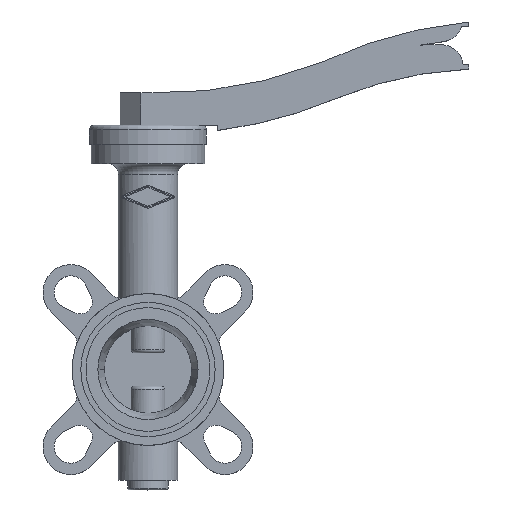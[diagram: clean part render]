
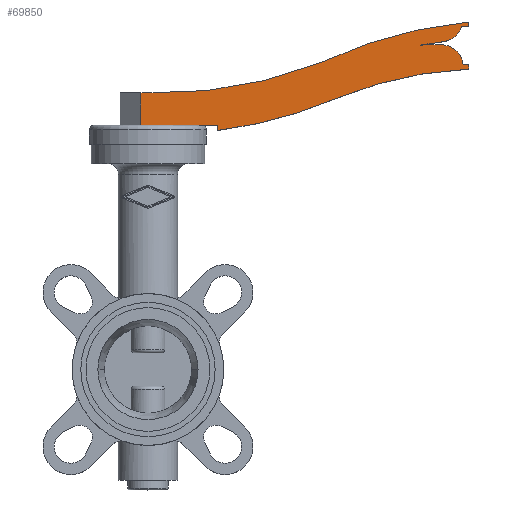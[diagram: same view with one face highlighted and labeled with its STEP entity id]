
A CAD part, top view. The second image highlights one B-rep face of the part: STEP entity #69850.
In plain terms, the highlighted planar face has unit normal (0, 0, 1).
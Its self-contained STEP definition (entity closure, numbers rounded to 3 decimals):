
#62900=CARTESIAN_POINT('',(-4.,158.6,-11.5));
#62910=VERTEX_POINT('',#62900);
#62940=CARTESIAN_POINT('',(-4.,137.,-11.5));
#62950=DIRECTION('',(0.,-1.,0.));
#62960=VECTOR('',#62950,1.);
#62970=LINE('',#62940,#62960);
#62980=CARTESIAN_POINT('',(-4.,140.,-11.5));
#62990=VERTEX_POINT('',#62980);
#63000=EDGE_CURVE('',#62910,#62990,#62970,.T.);
#63610=CARTESIAN_POINT('',(-16.,140.,-11.5));
#63620=DIRECTION('',(1.,0.,0.));
#63630=VECTOR('',#63620,1.);
#63640=LINE('',#63610,#63630);
#63650=CARTESIAN_POINT('',(39.8,140.,-11.5));
#63660=VERTEX_POINT('',#63650);
#63670=EDGE_CURVE('',#62990,#63660,#63640,.T.);
#65340=CARTESIAN_POINT('',(39.8,140.,-11.5));
#65350=DIRECTION('',(0.,-1.,0.));
#65360=VECTOR('',#65350,1.);
#65370=LINE('',#65340,#65360);
#65380=CARTESIAN_POINT('',(39.8,137.,-11.5));
#65390=VERTEX_POINT('',#65380);
#65400=EDGE_CURVE('',#63660,#65390,#65370,.T.);
#65650=CARTESIAN_POINT('',(8.039,390.014,-11.5));
#65660=DIRECTION('',(0.,0.,1.));
#65670=DIRECTION('',(0.125,-0.992,0.));
#65680=AXIS2_PLACEMENT_3D('',#65650,#65660,#65670);
#65690=CIRCLE('',#65680,255.);
#65700=CARTESIAN_POINT('',(107.,155.,-11.5));
#65710=VERTEX_POINT('',#65700);
#65720=EDGE_CURVE('',#65390,#65710,#65690,.T.);
#65970=CARTESIAN_POINT('',(193.348,-50.604,-11.5));
#65980=DIRECTION('',(0.,0.,-1.));
#65990=DIRECTION('',(-0.387,0.922,0.));
#66000=AXIS2_PLACEMENT_3D('',#65970,#65980,#65990);
#66010=CIRCLE('',#66000,223.);
#66020=CARTESIAN_POINT('',(184.,172.2,-11.5));
#66030=VERTEX_POINT('',#66020);
#66040=EDGE_CURVE('',#65710,#66030,#66010,.T.);
#66290=CARTESIAN_POINT('',(184.,172.2,-11.5));
#66300=DIRECTION('',(0.,1.,0.));
#66310=VECTOR('',#66300,1.);
#66320=LINE('',#66290,#66310);
#66330=CARTESIAN_POINT('',(184.,174.7,-11.5));
#66340=VERTEX_POINT('',#66330);
#66350=EDGE_CURVE('',#66030,#66340,#66320,.T.);
#66600=CARTESIAN_POINT('',(184.,174.7,-11.5));
#66610=DIRECTION('',(-1.,0.,0.));
#66620=VECTOR('',#66610,1.);
#66630=LINE('',#66600,#66620);
#66640=CARTESIAN_POINT('',(180.6,174.7,-11.5));
#66650=VERTEX_POINT('',#66640);
#66660=EDGE_CURVE('',#66340,#66650,#66630,.T.);
#66910=CARTESIAN_POINT('',(168.147,173.623,-11.5));
#66920=DIRECTION('',(0.,0.,1.));
#66930=DIRECTION('',(0.996,0.086,0.));
#66940=AXIS2_PLACEMENT_3D('',#66910,#66920,#66930);
#66950=CIRCLE('',#66940,12.5);
#66960=CARTESIAN_POINT('',(168.015,186.122,-11.5));
#66970=VERTEX_POINT('',#66960);
#66980=EDGE_CURVE('',#66650,#66970,#66950,.T.);
#67230=CARTESIAN_POINT('',(168.015,186.122,-11.5));
#67240=DIRECTION('',(-1.,-0.01,0.));
#67250=VECTOR('',#67240,1.);
#67260=LINE('',#67230,#67250);
#67270=CARTESIAN_POINT('',(156.4,186.,-11.5));
#67280=VERTEX_POINT('',#67270);
#67290=EDGE_CURVE('',#66970,#67280,#67260,.T.);
#67540=CARTESIAN_POINT('',(156.4,186.,-11.5));
#67550=DIRECTION('',(0.989,0.147,0.));
#67560=VECTOR('',#67550,1.);
#67570=LINE('',#67540,#67560);
#67580=CARTESIAN_POINT('',(169.9,188.,-11.5));
#67590=VERTEX_POINT('',#67580);
#67600=EDGE_CURVE('',#67280,#67590,#67570,.T.);
#67850=CARTESIAN_POINT('',(167.733,200.311,-11.5));
#67860=DIRECTION('',(0.,0.,1.));
#67870=DIRECTION('',(0.173,-0.985,0.));
#67880=AXIS2_PLACEMENT_3D('',#67850,#67860,#67870);
#67890=CIRCLE('',#67880,12.5);
#67900=CARTESIAN_POINT('',(179.7,196.7,-11.5));
#67910=VERTEX_POINT('',#67900);
#67920=EDGE_CURVE('',#67590,#67910,#67890,.T.);
#68170=CARTESIAN_POINT('',(179.7,196.7,-11.5));
#68180=DIRECTION('',(1.,0.,0.));
#68190=VECTOR('',#68180,1.);
#68200=LINE('',#68170,#68190);
#68210=CARTESIAN_POINT('',(184.,196.7,-11.5));
#68220=VERTEX_POINT('',#68210);
#68230=EDGE_CURVE('',#67910,#68220,#68200,.T.);
#68480=CARTESIAN_POINT('',(184.,196.7,-11.5));
#68490=DIRECTION('',(0.,1.,0.));
#68500=VECTOR('',#68490,1.);
#68510=LINE('',#68480,#68500);
#68520=CARTESIAN_POINT('',(184.,199.2,-11.5));
#68530=VERTEX_POINT('',#68520);
#68540=EDGE_CURVE('',#68220,#68530,#68510,.T.);
#68790=CARTESIAN_POINT('',(207.925,-54.675,-11.5));
#68800=DIRECTION('',(0.,0.,1.));
#68810=DIRECTION('',(-0.094,0.996,0.));
#68820=AXIS2_PLACEMENT_3D('',#68790,#68800,#68810);
#68830=CIRCLE('',#68820,255.);
#68840=CARTESIAN_POINT('',(99.,175.89,-11.5));
#68850=VERTEX_POINT('',#68840);
#68860=EDGE_CURVE('',#68530,#68850,#68830,.T.);
#69110=CARTESIAN_POINT('',(7.367,408.491,-11.5));
#69120=DIRECTION('',(0.,0.,-1.));
#69130=DIRECTION('',(0.367,-0.93,0.));
#69140=AXIS2_PLACEMENT_3D('',#69110,#69120,#69130);
#69150=CIRCLE('',#69140,250.);
#69160=CARTESIAN_POINT('',(0.,158.6,-11.5));
#69170=VERTEX_POINT('',#69160);
#69180=EDGE_CURVE('',#68850,#69170,#69150,.T.);
#69450=CARTESIAN_POINT('',(0.,158.6,-11.5));
#69460=DIRECTION('',(-1.,0.,0.));
#69470=VECTOR('',#69460,1.);
#69480=LINE('',#69450,#69470);
#69490=EDGE_CURVE('',#69170,#62910,#69480,.T.);
#69620=CARTESIAN_POINT('',(0.,137.,-11.5));
#69630=DIRECTION('',(0.,0.,1.));
#69640=DIRECTION('',(1.,0.,0.));
#69650=AXIS2_PLACEMENT_3D('',#69620,#69630,#69640);
#69660=PLANE('',#69650);
#69670=ORIENTED_EDGE('',*,*,#69490,.T.);
#69680=ORIENTED_EDGE('',*,*,#69180,.T.);
#69690=ORIENTED_EDGE('',*,*,#68860,.T.);
#69700=ORIENTED_EDGE('',*,*,#68540,.T.);
#69710=ORIENTED_EDGE('',*,*,#68230,.T.);
#69720=ORIENTED_EDGE('',*,*,#67920,.T.);
#69730=ORIENTED_EDGE('',*,*,#67600,.T.);
#69740=ORIENTED_EDGE('',*,*,#67290,.T.);
#69750=ORIENTED_EDGE('',*,*,#66980,.T.);
#69760=ORIENTED_EDGE('',*,*,#66660,.T.);
#69770=ORIENTED_EDGE('',*,*,#66350,.T.);
#69780=ORIENTED_EDGE('',*,*,#66040,.T.);
#69790=ORIENTED_EDGE('',*,*,#65720,.T.);
#69800=ORIENTED_EDGE('',*,*,#65400,.T.);
#69810=ORIENTED_EDGE('',*,*,#63670,.T.);
#69820=ORIENTED_EDGE('',*,*,#63000,.T.);
#69830=EDGE_LOOP('',(#69820,#69810,#69800,#69790,#69780,#69770,#69760,
#69750,#69740,#69730,#69720,#69710,#69700,#69690,#69680,#69670));
#69840=FACE_OUTER_BOUND('',#69830,.T.);
#69850=ADVANCED_FACE('',(#69840),#69660,.T.);
